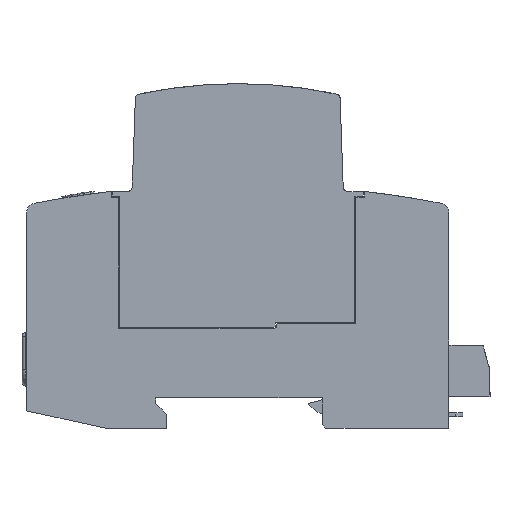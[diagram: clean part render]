
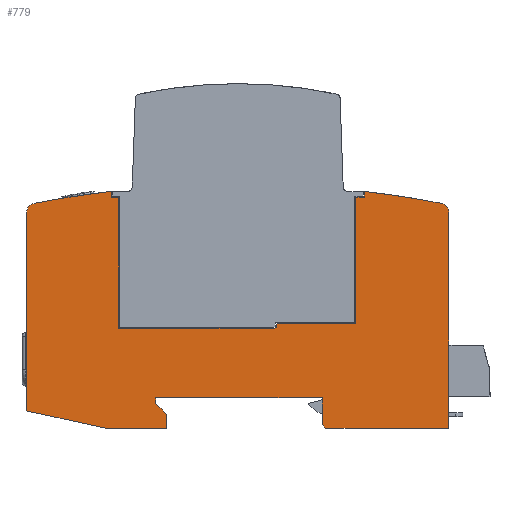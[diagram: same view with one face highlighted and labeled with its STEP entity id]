
A CAD part, left-side view. The second image highlights one B-rep face of the part: STEP entity #779.
In plain terms, the highlighted planar face has unit normal (-1, 0, 0).
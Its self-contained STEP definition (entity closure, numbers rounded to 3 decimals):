
#779=ADVANCED_FACE('',(#2022),#2023,.F.);
#2022=FACE_OUTER_BOUND('',#3774,.T.);
#2023=PLANE('',#3775);
#3774=EDGE_LOOP('',(#6190,#6191,#6192,#6193,#6194,#6195,#6196,#6197,#6198,#6199,#6200,#6201,#6202,#6203,#6204,#6205,#6206,#6207,#6208,#6209,#6210,#6211,#6212,#6213,#6214,#6215,#6216,#6217,#6218,#6219));
#3775=AXIS2_PLACEMENT_3D('',#6220,#6221,#6222);
#6190=ORIENTED_EDGE('',*,*,#11179,.T.);
#6191=ORIENTED_EDGE('',*,*,#11180,.T.);
#6192=ORIENTED_EDGE('',*,*,#11181,.T.);
#6193=ORIENTED_EDGE('',*,*,#11182,.T.);
#6194=ORIENTED_EDGE('',*,*,#11183,.T.);
#6195=ORIENTED_EDGE('',*,*,#11140,.T.);
#6196=ORIENTED_EDGE('',*,*,#11184,.T.);
#6197=ORIENTED_EDGE('',*,*,#11185,.T.);
#6198=ORIENTED_EDGE('',*,*,#11186,.T.);
#6199=ORIENTED_EDGE('',*,*,#11187,.T.);
#6200=ORIENTED_EDGE('',*,*,#11188,.F.);
#6201=ORIENTED_EDGE('',*,*,#11189,.T.);
#6202=ORIENTED_EDGE('',*,*,#11190,.T.);
#6203=ORIENTED_EDGE('',*,*,#11191,.F.);
#6204=ORIENTED_EDGE('',*,*,#11176,.F.);
#6205=ORIENTED_EDGE('',*,*,#11192,.F.);
#6206=ORIENTED_EDGE('',*,*,#11172,.T.);
#6207=ORIENTED_EDGE('',*,*,#11169,.T.);
#6208=ORIENTED_EDGE('',*,*,#11166,.T.);
#6209=ORIENTED_EDGE('',*,*,#11163,.T.);
#6210=ORIENTED_EDGE('',*,*,#11160,.T.);
#6211=ORIENTED_EDGE('',*,*,#11157,.T.);
#6212=ORIENTED_EDGE('',*,*,#11106,.T.);
#6213=ORIENTED_EDGE('',*,*,#11155,.F.);
#6214=ORIENTED_EDGE('',*,*,#11152,.T.);
#6215=ORIENTED_EDGE('',*,*,#11193,.F.);
#6216=ORIENTED_EDGE('',*,*,#11148,.F.);
#6217=ORIENTED_EDGE('',*,*,#11194,.F.);
#6218=ORIENTED_EDGE('',*,*,#11144,.F.);
#6219=ORIENTED_EDGE('',*,*,#11195,.T.);
#6220=CARTESIAN_POINT('',(-18.0,44.746,22.258));
#6221=DIRECTION('',(1.0,0.0,0.));
#6222=DIRECTION('',(0.,0.0,-1.0));
#11106=EDGE_CURVE('',#13641,#13639,#13642,.T.);
#11140=EDGE_CURVE('',#13705,#13703,#13706,.T.);
#11144=EDGE_CURVE('',#13709,#13711,#13712,.T.);
#11148=EDGE_CURVE('',#13715,#13717,#13718,.T.);
#11152=EDGE_CURVE('',#13723,#13721,#13724,.T.);
#11155=EDGE_CURVE('',#13723,#13639,#13727,.T.);
#11157=EDGE_CURVE('',#13729,#13641,#13730,.T.);
#11160=EDGE_CURVE('',#13733,#13729,#13734,.T.);
#11163=EDGE_CURVE('',#13737,#13733,#13738,.T.);
#11166=EDGE_CURVE('',#13741,#13737,#13742,.T.);
#11169=EDGE_CURVE('',#13745,#13741,#13746,.T.);
#11172=EDGE_CURVE('',#13749,#13745,#13750,.T.);
#11176=EDGE_CURVE('',#13753,#13755,#13756,.T.);
#11179=EDGE_CURVE('',#13759,#13760,#13761,.T.);
#11180=EDGE_CURVE('',#13760,#13762,#13763,.T.);
#11181=EDGE_CURVE('',#13762,#13764,#13765,.T.);
#11182=EDGE_CURVE('',#13764,#13766,#13767,.T.);
#11183=EDGE_CURVE('',#13766,#13705,#13768,.T.);
#11184=EDGE_CURVE('',#13703,#13769,#13770,.T.);
#11185=EDGE_CURVE('',#13769,#13771,#13772,.T.);
#11186=EDGE_CURVE('',#13771,#13773,#13774,.T.);
#11187=EDGE_CURVE('',#13773,#13775,#13776,.T.);
#11188=EDGE_CURVE('',#13777,#13775,#13778,.T.);
#11189=EDGE_CURVE('',#13777,#13779,#13780,.T.);
#11190=EDGE_CURVE('',#13779,#13781,#13782,.T.);
#11191=EDGE_CURVE('',#13755,#13781,#13783,.T.);
#11192=EDGE_CURVE('',#13749,#13753,#13784,.T.);
#11193=EDGE_CURVE('',#13717,#13721,#13785,.T.);
#11194=EDGE_CURVE('',#13711,#13715,#13786,.T.);
#11195=EDGE_CURVE('',#13709,#13759,#13787,.T.);
#13639=VERTEX_POINT('',#18310);
#13641=VERTEX_POINT('',#18313);
#13642=LINE('',#18314,#18315);
#13703=VERTEX_POINT('',#18402);
#13705=VERTEX_POINT('',#18405);
#13706=LINE('',#18406,#18407);
#13709=VERTEX_POINT('',#18411);
#13711=VERTEX_POINT('',#18414);
#13712=LINE('',#18415,#18416);
#13715=VERTEX_POINT('',#18420);
#13717=VERTEX_POINT('',#18423);
#13718=CIRCLE('',#18424,2.);
#13721=VERTEX_POINT('',#18428);
#13723=VERTEX_POINT('',#18431);
#13724=LINE('',#18432,#18433);
#13727=LINE('',#18437,#18438);
#13729=VERTEX_POINT('',#18440);
#13730=LINE('',#18441,#18442);
#13733=VERTEX_POINT('',#18446);
#13734=LINE('',#18447,#18448);
#13737=VERTEX_POINT('',#18452);
#13738=LINE('',#18453,#18454);
#13741=VERTEX_POINT('',#18458);
#13742=LINE('',#18459,#18460);
#13745=VERTEX_POINT('',#18464);
#13746=LINE('',#18465,#18466);
#13749=VERTEX_POINT('',#18470);
#13750=LINE('',#18471,#18472);
#13753=VERTEX_POINT('',#18476);
#13755=VERTEX_POINT('',#18479);
#13756=CIRCLE('',#18480,2.);
#13759=VERTEX_POINT('',#18484);
#13760=VERTEX_POINT('',#18485);
#13761=LINE('',#18486,#18487);
#13762=VERTEX_POINT('',#18488);
#13763=LINE('',#18489,#18490);
#13764=VERTEX_POINT('',#18491);
#13765=LINE('',#18492,#18493);
#13766=VERTEX_POINT('',#18494);
#13767=LINE('',#18495,#18496);
#13768=LINE('',#18497,#18498);
#13769=VERTEX_POINT('',#18499);
#13770=LINE('',#18500,#18501);
#13771=VERTEX_POINT('',#18502);
#13772=LINE('',#18503,#18504);
#13773=VERTEX_POINT('',#18505);
#13774=LINE('',#18506,#18507);
#13775=VERTEX_POINT('',#18508);
#13776=LINE('',#18509,#18510);
#13777=VERTEX_POINT('',#18511);
#13778=LINE('',#18512,#18513);
#13779=VERTEX_POINT('',#18514);
#13780=LINE('',#18515,#18516);
#13781=VERTEX_POINT('',#18517);
#13782=LINE('',#18518,#18519);
#13783=CIRCLE('',#18520,230.);
#13784=LINE('',#18521,#18522);
#13785=LINE('',#18523,#18524);
#13786=CIRCLE('',#18525,230.);
#13787=LINE('',#18526,#18527);
#18310=CARTESIAN_POINT('',(-18.0,27.0,0.8));
#18313=CARTESIAN_POINT('',(-18.0,27.0,6.5));
#18314=CARTESIAN_POINT('',(-18.0,27.0,6.5));
#18315=VECTOR('',#23053,1.0);
#18402=CARTESIAN_POINT('',(-18.0,36.7,21.5));
#18405=CARTESIAN_POINT('',(-18.0,36.7,22.2));
#18406=CARTESIAN_POINT('',(-18.0,36.7,22.2));
#18407=VECTOR('',#23093,1.0);
#18411=CARTESIAN_POINT('',(-18.0,18.0,49.53));
#18414=CARTESIAN_POINT('',(-18.0,18.0,50.53));
#18415=CARTESIAN_POINT('',(-18.0,18.0,49.53));
#18416=VECTOR('',#23096,1.0);
#18420=CARTESIAN_POINT('',(-18.0,1.623,47.993));
#18423=CARTESIAN_POINT('',(-18.0,0.,46.028));
#18424=AXIS2_PLACEMENT_3D('',#23099,#23100,#23101);
#18428=CARTESIAN_POINT('',(-18.0,0.0,0.));
#18431=CARTESIAN_POINT('',(-18.0,26.2,0.));
#18432=CARTESIAN_POINT('',(-18.0,26.2,0.));
#18433=VECTOR('',#23104,1.0);
#18437=CARTESIAN_POINT('',(-18.0,26.2,0.));
#18438=VECTOR('',#23106,1.0);
#18440=CARTESIAN_POINT('',(-18.0,62.5,6.5));
#18441=CARTESIAN_POINT('',(-18.0,62.5,6.5));
#18442=VECTOR('',#23107,1.0);
#18446=CARTESIAN_POINT('',(-18.0,62.5,5.3));
#18447=CARTESIAN_POINT('',(-18.0,62.5,5.3));
#18448=VECTOR('',#23109,1.0);
#18452=CARTESIAN_POINT('',(-18.0,60.2,3.));
#18453=CARTESIAN_POINT('',(-18.0,60.2,3.));
#18454=VECTOR('',#23111,1.0);
#18458=CARTESIAN_POINT('',(-18.0,60.2,0.));
#18459=CARTESIAN_POINT('',(-18.0,60.2,0.));
#18460=VECTOR('',#23113,1.0);
#18464=CARTESIAN_POINT('',(-18.0,73.0,0.));
#18465=CARTESIAN_POINT('',(-18.0,73.0,0.));
#18466=VECTOR('',#23115,1.0);
#18470=CARTESIAN_POINT('',(-18.0,90.0,3.719));
#18471=CARTESIAN_POINT('',(-18.0,90.0,3.719));
#18472=VECTOR('',#23117,1.0);
#18476=CARTESIAN_POINT('',(-18.0,90.0,46.028));
#18479=CARTESIAN_POINT('',(-18.0,88.377,47.993));
#18480=AXIS2_PLACEMENT_3D('',#23120,#23121,#23122);
#18484=CARTESIAN_POINT('',(-18.0,18.012,49.53));
#18485=CARTESIAN_POINT('',(-18.0,18.012,49.33));
#18486=CARTESIAN_POINT('',(-18.0,18.012,36.846));
#18487=VECTOR('',#23124,1.0);
#18488=CARTESIAN_POINT('',(-18.0,19.8,49.33));
#18489=CARTESIAN_POINT('',(-18.0,31.826,49.33));
#18490=VECTOR('',#23125,1.0);
#18491=CARTESIAN_POINT('',(-18.0,19.8,22.3));
#18492=CARTESIAN_POINT('',(-18.0,19.8,29.037));
#18493=VECTOR('',#23126,1.0);
#18494=CARTESIAN_POINT('',(-18.0,36.6,22.3));
#18495=CARTESIAN_POINT('',(-18.0,36.523,22.3));
#18496=VECTOR('',#23127,1.0);
#18497=CARTESIAN_POINT('',(-18.0,36.4,22.5));
#18498=VECTOR('',#23128,1.0);
#18499=CARTESIAN_POINT('',(-18.0,37.017,21.5));
#18500=CARTESIAN_POINT('',(-18.0,36.7,21.5));
#18501=VECTOR('',#23129,1.0);
#18502=CARTESIAN_POINT('',(-18.0,37.217,21.3));
#18503=CARTESIAN_POINT('',(-18.0,38.756,19.762));
#18504=VECTOR('',#23130,1.0);
#18505=CARTESIAN_POINT('',(-18.0,70.4,21.3));
#18506=CARTESIAN_POINT('',(-18.0,49.277,21.3));
#18507=VECTOR('',#23131,1.0);
#18508=CARTESIAN_POINT('',(-18.0,70.4,49.23));
#18509=CARTESIAN_POINT('',(-18.0,70.4,28.787));
#18510=VECTOR('',#23132,1.0);
#18511=CARTESIAN_POINT('',(-18.0,70.5,49.33));
#18512=CARTESIAN_POINT('',(-18.0,70.7,49.53));
#18513=VECTOR('',#23133,1.0);
#18514=CARTESIAN_POINT('',(-18.0,72.009,49.33));
#18515=CARTESIAN_POINT('',(-18.0,57.975,49.33));
#18516=VECTOR('',#23134,1.0);
#18517=CARTESIAN_POINT('',(-18.0,72.009,50.529));
#18518=CARTESIAN_POINT('',(-18.0,72.009,36.97));
#18519=VECTOR('',#23135,1.0);
#18520=AXIS2_PLACEMENT_3D('',#23136,#23137,#23138);
#18521=CARTESIAN_POINT('',(-18.0,90.0,3.719));
#18522=VECTOR('',#23139,1.0);
#18523=CARTESIAN_POINT('',(-18.0,0.0,46.028));
#18524=VECTOR('',#23140,1.0);
#18525=AXIS2_PLACEMENT_3D('',#23141,#23142,#23143);
#18526=CARTESIAN_POINT('',(-18.0,18.0,49.53));
#18527=VECTOR('',#23144,1.0);
#23053=DIRECTION('',(0.,0.0,-1.0));
#23093=DIRECTION('',(0.,0.0,-1.0));
#23096=DIRECTION('',(0.,0.0,1.0));
#23099=CARTESIAN_POINT('',(-18.0,2.,46.028));
#23100=DIRECTION('',(1.0,0.0,0.));
#23101=DIRECTION('',(0.,0.0,-1.0));
#23104=DIRECTION('',(0.0,-1.0,0.0));
#23106=DIRECTION('',(0.,0.707,0.707));
#23107=DIRECTION('',(0.0,-1.0,0.0));
#23109=DIRECTION('',(0.,0.0,1.0));
#23111=DIRECTION('',(0.,0.707,0.707));
#23113=DIRECTION('',(0.,0.0,1.0));
#23115=DIRECTION('',(0.0,-1.0,0.0));
#23117=DIRECTION('',(0.,-0.977,-0.214));
#23120=CARTESIAN_POINT('',(-18.0,88.,46.028));
#23121=DIRECTION('',(1.0,0.0,0.));
#23122=DIRECTION('',(0.,0.0,-1.0));
#23124=DIRECTION('',(0.,0.0,-1.0));
#23125=DIRECTION('',(0.0,1.0,0.0));
#23126=DIRECTION('',(0.,0.0,-1.0));
#23127=DIRECTION('',(0.0,1.0,0.0));
#23128=DIRECTION('',(0.,0.707,-0.707));
#23129=DIRECTION('',(0.0,1.0,0.0));
#23130=DIRECTION('',(0.,0.707,-0.707));
#23131=DIRECTION('',(0.0,1.0,0.0));
#23132=DIRECTION('',(0.,0.0,1.0));
#23133=DIRECTION('',(0.,-0.707,-0.707));
#23134=DIRECTION('',(0.0,1.0,0.0));
#23135=DIRECTION('',(0.,0.0,1.0));
#23136=CARTESIAN_POINT('',(-18.0,45.,-177.88));
#23137=DIRECTION('',(1.0,0.0,0.));
#23138=DIRECTION('',(0.,0.0,-1.0));
#23139=DIRECTION('',(0.,0.0,1.0));
#23140=DIRECTION('',(0.,0.0,-1.0));
#23141=CARTESIAN_POINT('',(-18.0,45.,-177.88));
#23142=DIRECTION('',(1.0,0.0,0.));
#23143=DIRECTION('',(0.,0.0,-1.0));
#23144=DIRECTION('',(0.0,1.0,0.0));
